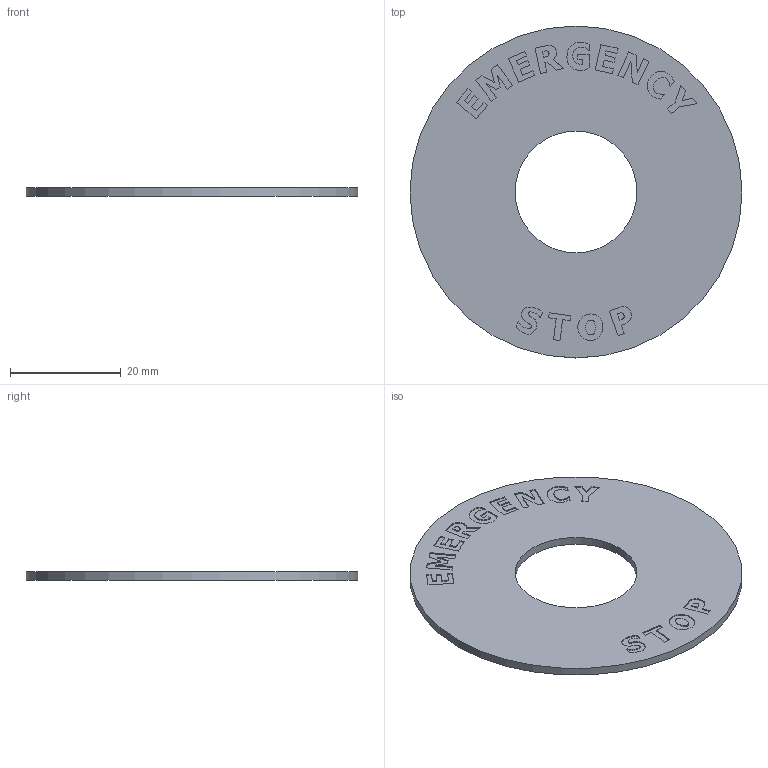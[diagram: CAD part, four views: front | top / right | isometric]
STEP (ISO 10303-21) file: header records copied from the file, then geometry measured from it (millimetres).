
FILE_DESCRIPTION(/* description */ ('STEP AP203'),/* implementation_level */ '2;1');
FILE_NAME(/* name */ 'ECX 1651',/* time_stamp */ '2025-06-10T15:32:19+02:00',/* author */ ('License CC BY-ND 4.0'),/* organization */ ('CADENAS'),/* preprocessor_version */ 'ST-DEVELOPER v19.3',/* originating_system */ 'PARTsolutions',/* authorisation */ ' ');
FILE_SCHEMA (('CONFIG_CONTROL_DESIGN'));
Length unit declared in the file: millimetre
Products named in the file (1): ECX 1651
Bounding box: 60 x 60 x 1.5 mm (x, y, z)
Volume: 3641.1 mm3; surface area: 5340.9 mm2
Topology: 1 solids, 1 shells, 173 faces, 465 edges, 310 vertices
Faces by surface type: plane 134, cylinder 39
Full cylindrical faces by diameter (mm): 22 x1, 60 x1
Entity records: 5401 total; most frequent: CARTESIAN_POINT 947, ORIENTED_EDGE 926, DIRECTION 889, EDGE_CURVE 463, LINE 385, VECTOR 385, VERTEX_POINT 310, AXIS2_PLACEMENT_3D 252
